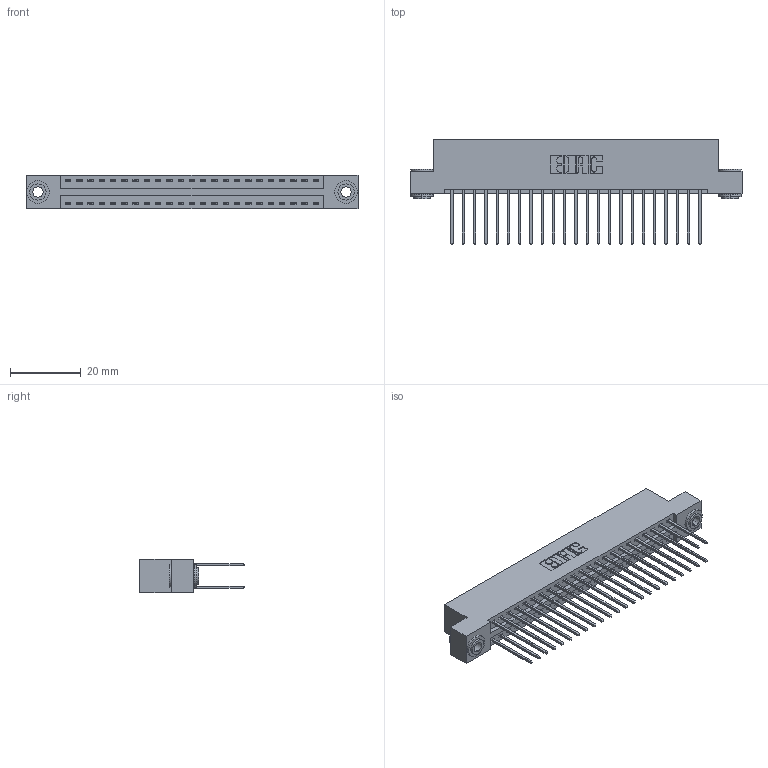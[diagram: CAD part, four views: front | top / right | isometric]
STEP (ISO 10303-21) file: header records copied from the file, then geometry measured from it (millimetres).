
FILE_DESCRIPTION (( 'STEP AP203' ), '1' );
FILE_NAME ('346-046-540-203.STEP', '2018-08-25T05:44:10', ( '' ), ( '' ), 'SwSTEP 2.0', 'SolidWorks 2016', '' );
FILE_SCHEMA (( 'CONFIG_CONTROL_DESIGN' ));
Length unit declared in the file: inch
Products named in the file (4): 346 Part_Flush Mounting Lugs - 0.156 Dia-TH; 345-292-001_345-293-140; 345-250-002_345-250-002-102; 346-046-540-203
Assembly tree (49 placements, depth 2):
  346-046-540-203
    346 Part_Flush Mounting Lugs - 0.156 Dia-TH
    345-292-001_345-293-140  x46
    345-250-002_345-250-002-102  x2
Bounding box: 93.6 x 29.46 x 9.4 mm (x, y, z)
Volume: 9173.3 mm3; surface area: 13349.7 mm2
Topology: 49 solids, 49 shells, 2552 faces, 7535 edges, 4958 vertices
Faces by surface type: plane 1696, cylinder 848, cone 8
Entity records: 18236 total; most frequent: CARTESIAN_POINT 3007, ORIENTED_EDGE 2934, DIRECTION 2733, EDGE_CURVE 1467, VECTOR 1219, LINE 1219, VERTEX_POINT 974, AXIS2_PLACEMENT_3D 757
